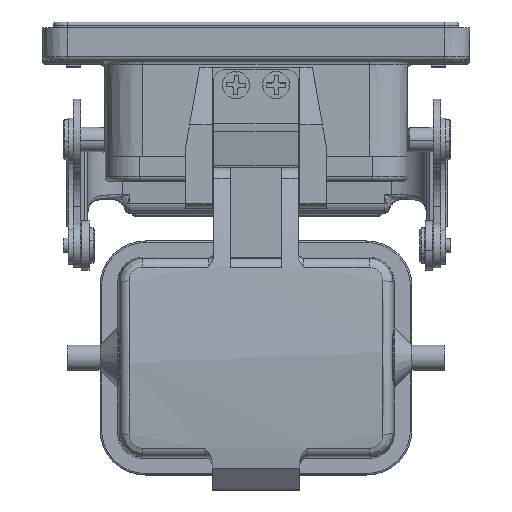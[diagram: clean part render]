
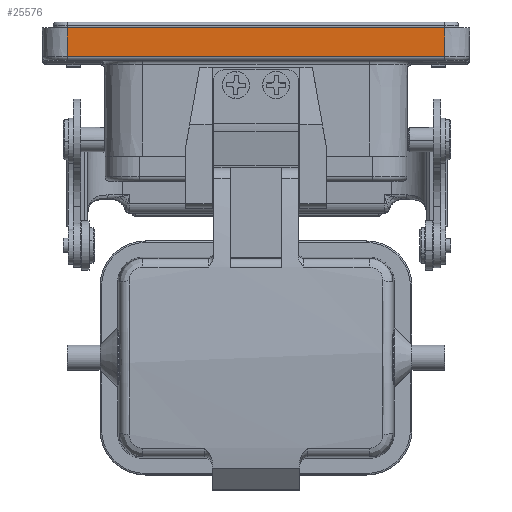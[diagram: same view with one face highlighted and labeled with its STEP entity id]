
A CAD part, top view. The second image highlights one B-rep face of the part: STEP entity #25576.
In plain terms, the highlighted planar face has unit normal (0, -0.018, 1).
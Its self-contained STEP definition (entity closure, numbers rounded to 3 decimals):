
#4331=DIRECTION('',(1.,0.,0.));
#4332=VECTOR('',#4331,75.);
#4333=CARTESIAN_POINT('',(-37.5,19.786,24.15));
#4334=LINE('',#4333,#4332);
#5671=DIRECTION('',(0.,1.,0.017));
#5672=VECTOR('',#5671,5.715);
#5673=CARTESIAN_POINT('',(37.5,19.786,24.15));
#5674=LINE('',#5673,#5672);
#5679=DIRECTION('',(1.,0.,0.));
#5680=VECTOR('',#5679,75.);
#5681=CARTESIAN_POINT('',(-37.5,25.5,24.25));
#5682=LINE('',#5681,#5680);
#5687=DIRECTION('',(0.,-1.,-0.017));
#5688=VECTOR('',#5687,5.715);
#5689=CARTESIAN_POINT('',(-37.5,25.5,24.25));
#5690=LINE('',#5689,#5688);
#15456=CARTESIAN_POINT('',(37.5,19.786,24.15));
#15457=VERTEX_POINT('',#15456);
#15458=CARTESIAN_POINT('',(-37.5,19.786,24.15));
#15459=VERTEX_POINT('',#15458);
#15614=CARTESIAN_POINT('',(37.5,25.5,24.25));
#15615=VERTEX_POINT('',#15614);
#15616=CARTESIAN_POINT('',(-37.5,25.5,24.25));
#15617=VERTEX_POINT('',#15616);
#25564=CARTESIAN_POINT('',(-44.72,25.5,24.25));
#25565=DIRECTION('',(0.,-0.017,1.));
#25566=DIRECTION('',(1.,0.,0.));
#25567=AXIS2_PLACEMENT_3D('',#25564,#25565,#25566);
#25568=PLANE('',#25567);
#25569=ORIENTED_EDGE('',*,*,#23669,.F.);
#25571=ORIENTED_EDGE('',*,*,#25570,.F.);
#25572=ORIENTED_EDGE('',*,*,#24509,.T.);
#25573=ORIENTED_EDGE('',*,*,#25557,.F.);
#25574=EDGE_LOOP('',(#25569,#25571,#25572,#25573));
#25575=FACE_OUTER_BOUND('',#25574,.F.);
#25576=ADVANCED_FACE('',(#25575),#25568,.T.);
#23669=EDGE_CURVE('',#15459,#15457,#4334,.T.);
#24509=EDGE_CURVE('',#15617,#15615,#5682,.T.);
#25557=EDGE_CURVE('',#15457,#15615,#5674,.T.);
#25570=EDGE_CURVE('',#15617,#15459,#5690,.T.);
